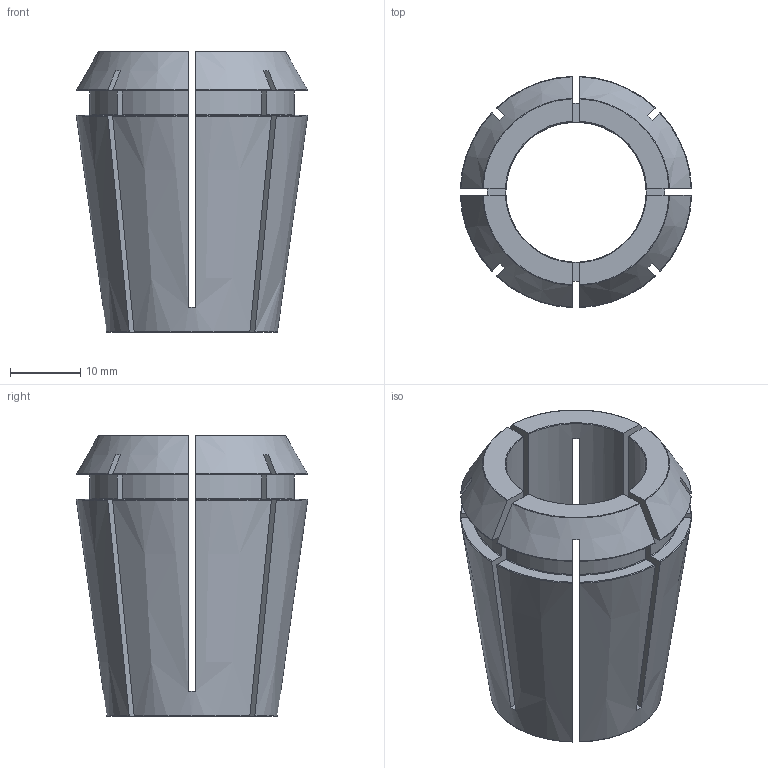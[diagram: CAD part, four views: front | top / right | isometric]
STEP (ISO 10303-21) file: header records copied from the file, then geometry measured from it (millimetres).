
FILE_DESCRIPTION (( 'STEP AP214' ), '1' );
FILE_NAME ('ER32-20.STEP', '2018-01-16T15:58:03', ( 'User' ), ( '' ), 'SwSTEP 2.0', 'SolidWorks 2017', '' );
FILE_SCHEMA (( 'AUTOMOTIVE_DESIGN' ));
Length unit declared in the file: millimetre
Products named in the file (1): ER32-20
Bounding box: 32.95 x 32.95 x 40 mm (x, y, z)
Volume: 12444 mm3; surface area: 9037.6 mm2
Topology: 1 solids, 1 shells, 117 faces, 350 edges, 233 vertices
Faces by surface type: plane 48, torus 41, cone 18, cylinder 10
Entity records: 5380 total; most frequent: CARTESIAN_POINT 2321, ORIENTED_EDGE 700, DIRECTION 580, EDGE_CURVE 350, AXIS2_PLACEMENT_3D 240, VERTEX_POINT 233, B_SPLINE_CURVE_WITH_KNOTS 128, CIRCLE 122
